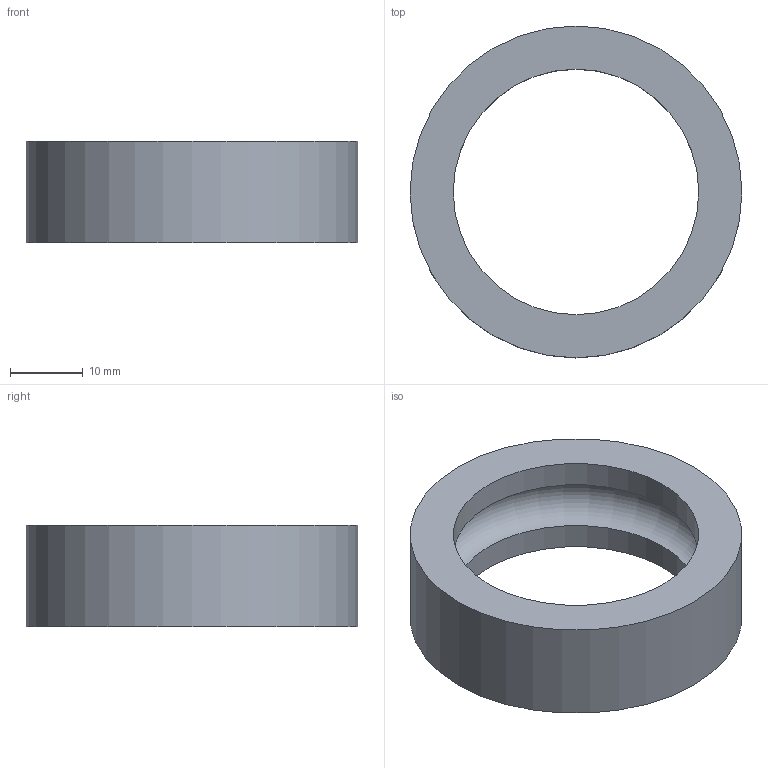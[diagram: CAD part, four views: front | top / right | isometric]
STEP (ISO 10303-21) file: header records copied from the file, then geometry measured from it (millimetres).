
FILE_DESCRIPTION(('Open CASCADE Model'),'2;1');
FILE_NAME('Open CASCADE Shape Model','2026-02-26T07:44:39',('Author'),( 'Open CASCADE'),'Open CASCADE STEP processor 7.8','build123d', 'Unknown');
FILE_SCHEMA(('AUTOMOTIVE_DESIGN { 1 0 10303 214 1 1 1 1 }'));
Length unit declared in the file: millimetre
Products named in the file (1): COMPOUND
Bounding box: 45.64 x 45.64 x 14 mm (x, y, z)
Volume: 8333.2 mm3; surface area: 5504.3 mm2
Topology: 1 solids, 1 shells, 6 faces, 10 edges, 6 vertices
Faces by surface type: cylinder 3, plane 2, torus 1
Full cylindrical faces by diameter (mm): 33.76 x2, 45.64 x1
Entity records: 289 total; most frequent: DIRECTION 51, CARTESIAN_POINT 43, ORIENTED_EDGE 20, PCURVE 20, DEFINITIONAL_REPRESENTATION 20, LINE 19, VECTOR 19, AXIS2_PLACEMENT_3D 14
